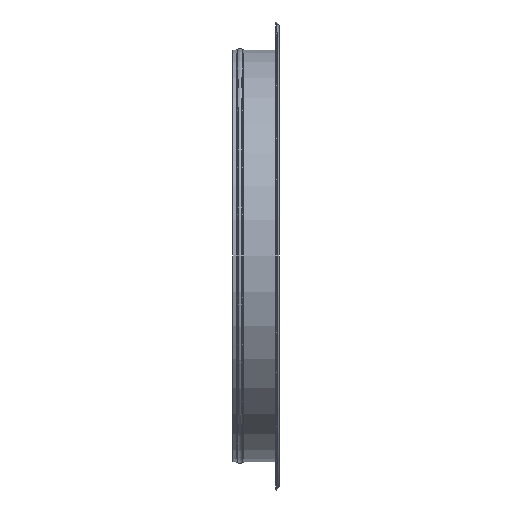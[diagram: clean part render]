
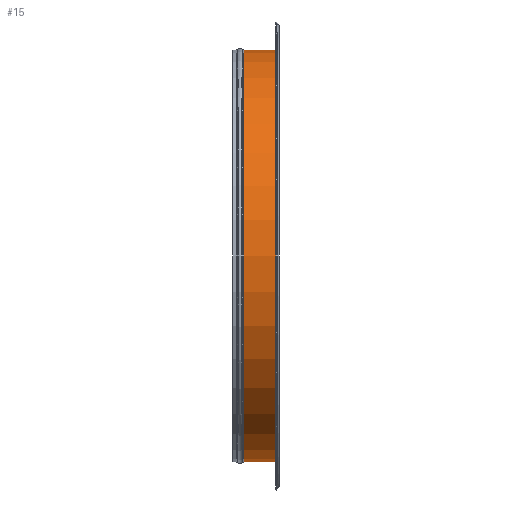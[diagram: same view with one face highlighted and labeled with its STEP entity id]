
A CAD part, front view. The second image highlights one B-rep face of the part: STEP entity #15.
In plain terms, the highlighted cylindrical face has radius 356.5 mm (diameter 713 mm), a partial arc.
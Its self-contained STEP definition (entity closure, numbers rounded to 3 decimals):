
#1 = VERTEX_POINT ( 'NONE', #1879 ) ;
#15 = ADVANCED_FACE ( 'NONE', ( #1167 ), #523, .T. ) ;
#27 = CIRCLE ( 'NONE', #1517, 356.5 ) ;
#46 = ORIENTED_EDGE ( 'NONE', *, *, #1600, .T. ) ;
#163 = DIRECTION ( 'NONE',  ( -1., 0., 0. ) ) ;
#295 = EDGE_CURVE ( 'NONE', #1, #2225, #27, .T. ) ;
#340 = EDGE_LOOP ( 'NONE', ( #1538, #1172, #46, #1368 ) ) ;
#378 = CARTESIAN_POINT ( 'NONE',  ( 0., 0., -356.5 ) ) ;
#436 = DIRECTION ( 'NONE',  ( -1., 0., 0. ) ) ;
#453 = CARTESIAN_POINT ( 'NONE',  ( 18.614, 0., 356.5 ) ) ;
#465 = AXIS2_PLACEMENT_3D ( 'NONE', #1339, #2032, #1359 ) ;
#521 = AXIS2_PLACEMENT_3D ( 'NONE', #858, #163, #1186 ) ;
#523 = CYLINDRICAL_SURFACE ( 'NONE', #465, 356.5 ) ;
#611 = DIRECTION ( 'NONE',  ( 0., 0., 1. ) ) ;
#637 = EDGE_CURVE ( 'NONE', #1, #2055, #1956, .T. ) ;
#805 = VECTOR ( 'NONE', #1465, 1000. ) ;
#858 = CARTESIAN_POINT ( 'NONE',  ( 18.614, 0., 0. ) ) ;
#883 = CIRCLE ( 'NONE', #521, 356.5 ) ;
#907 = EDGE_CURVE ( 'NONE', #2055, #1617, #883, .T. ) ;
#1029 = LINE ( 'NONE', #1134, #805 ) ;
#1106 = CARTESIAN_POINT ( 'NONE',  ( 74., 0., 0. ) ) ;
#1134 = CARTESIAN_POINT ( 'NONE',  ( 0., 0., 356.5 ) ) ;
#1167 = FACE_OUTER_BOUND ( 'NONE', #340, .T. ) ;
#1172 = ORIENTED_EDGE ( 'NONE', *, *, #295, .T. ) ;
#1186 = DIRECTION ( 'NONE',  ( 0., 0., 1. ) ) ;
#1339 = CARTESIAN_POINT ( 'NONE',  ( 0., 0., 0. ) ) ;
#1359 = DIRECTION ( 'NONE',  ( 0., 0., 1. ) ) ;
#1368 = ORIENTED_EDGE ( 'NONE', *, *, #907, .F. ) ;
#1395 = CARTESIAN_POINT ( 'NONE',  ( 74., 0., 356.5 ) ) ;
#1465 = DIRECTION ( 'NONE',  ( -1., 0., 0. ) ) ;
#1517 = AXIS2_PLACEMENT_3D ( 'NONE', #1106, #436, #611 ) ;
#1538 = ORIENTED_EDGE ( 'NONE', *, *, #637, .F. ) ;
#1560 = DIRECTION ( 'NONE',  ( -1., 0., 0. ) ) ;
#1600 = EDGE_CURVE ( 'NONE', #2225, #1617, #1029, .T. ) ;
#1617 = VERTEX_POINT ( 'NONE', #453 ) ;
#1681 = CARTESIAN_POINT ( 'NONE',  ( 18.614, 0., -356.5 ) ) ;
#1879 = CARTESIAN_POINT ( 'NONE',  ( 74., 0., -356.5 ) ) ;
#1936 = VECTOR ( 'NONE', #1560, 1000. ) ;
#1956 = LINE ( 'NONE', #378, #1936 ) ;
#2032 = DIRECTION ( 'NONE',  ( -1., 0., 0. ) ) ;
#2055 = VERTEX_POINT ( 'NONE', #1681 ) ;
#2225 = VERTEX_POINT ( 'NONE', #1395 ) ;
